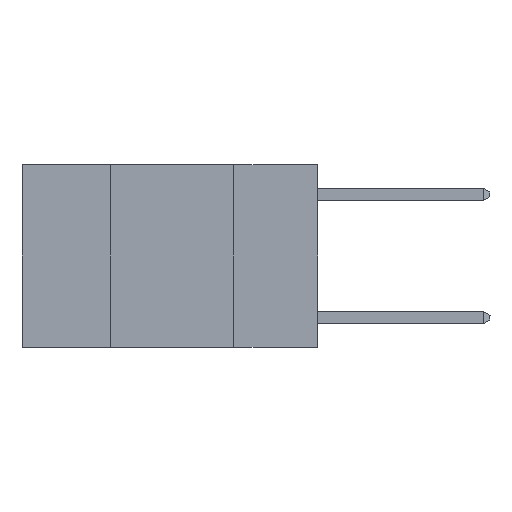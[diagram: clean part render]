
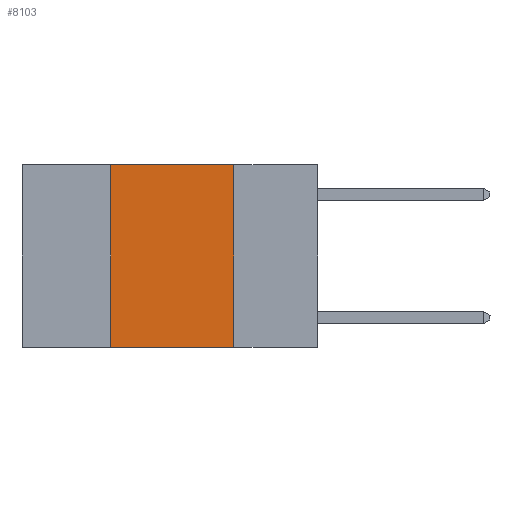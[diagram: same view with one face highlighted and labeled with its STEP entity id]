
A CAD part, left-side view. The second image highlights one B-rep face of the part: STEP entity #8103.
In plain terms, the highlighted planar face has unit normal (-1, 0, 0).
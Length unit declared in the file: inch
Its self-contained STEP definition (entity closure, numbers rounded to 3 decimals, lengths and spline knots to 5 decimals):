
#681 = VERTEX_POINT ( 'NONE', #9908 ) ;
#684 = PLANE ( 'NONE',  #8262 ) ;
#766 = ORIENTED_EDGE ( 'NONE', *, *, #5396, .F. ) ;
#1009 = LINE ( 'NONE', #6074, #7409 ) ;
#1042 = ORIENTED_EDGE ( 'NONE', *, *, #3932, .F. ) ;
#1321 = ORIENTED_EDGE ( 'NONE', *, *, #5964, .F. ) ;
#1417 = LINE ( 'NONE', #2478, #8095 ) ;
#1579 = CARTESIAN_POINT ( 'NONE',  ( 0., 0.6, 0. ) ) ;
#2337 = VECTOR ( 'NONE', #6933, 39.37008 ) ;
#2405 = LINE ( 'NONE', #7519, #6776 ) ;
#2431 = DIRECTION ( 'NONE',  ( 1., 0., 0. ) ) ;
#2478 = CARTESIAN_POINT ( 'NONE',  ( 0., 0.42, 0. ) ) ;
#3363 = DIRECTION ( 'NONE',  ( 0., 0., 1. ) ) ;
#3906 = ORIENTED_EDGE ( 'NONE', *, *, #6549, .T. ) ;
#3932 = EDGE_CURVE ( 'NONE', #8126, #10898, #2405, .T. ) ;
#4951 = LINE ( 'NONE', #8730, #2337 ) ;
#5046 = CARTESIAN_POINT ( 'NONE',  ( 0., 0.42, 0. ) ) ;
#5396 = EDGE_CURVE ( 'NONE', #10898, #681, #1009, .T. ) ;
#5964 = EDGE_CURVE ( 'NONE', #9158, #8126, #1417, .T. ) ;
#5995 = EDGE_LOOP ( 'NONE', ( #766, #1042, #1321, #3906 ) ) ;
#6074 = CARTESIAN_POINT ( 'NONE',  ( 0., 0.17, 0. ) ) ;
#6549 = EDGE_CURVE ( 'NONE', #9158, #681, #4951, .T. ) ;
#6776 = VECTOR ( 'NONE', #8434, 39.37008 ) ;
#6933 = DIRECTION ( 'NONE',  ( 0., -1., 0. ) ) ;
#6955 = DIRECTION ( 'NONE',  ( 0., 0., -1. ) ) ;
#7409 = VECTOR ( 'NONE', #6955, 39.37008 ) ;
#7519 = CARTESIAN_POINT ( 'NONE',  ( 0., 0.6, 0. ) ) ;
#7568 = CARTESIAN_POINT ( 'NONE',  ( 0., 0.42, -0.37 ) ) ;
#8095 = VECTOR ( 'NONE', #3363, 39.37008 ) ;
#8103 = ADVANCED_FACE ( 'NONE', ( #8481 ), #684, .F. ) ;
#8126 = VERTEX_POINT ( 'NONE', #5046 ) ;
#8262 = AXIS2_PLACEMENT_3D ( 'NONE', #1579, #2431, #8577 ) ;
#8396 = CARTESIAN_POINT ( 'NONE',  ( 0., 0.17, 0. ) ) ;
#8434 = DIRECTION ( 'NONE',  ( 0., -1., 0. ) ) ;
#8481 = FACE_OUTER_BOUND ( 'NONE', #5995, .T. ) ;
#8577 = DIRECTION ( 'NONE',  ( 0., 0., -1. ) ) ;
#8730 = CARTESIAN_POINT ( 'NONE',  ( 0., 0.6, -0.37 ) ) ;
#9158 = VERTEX_POINT ( 'NONE', #7568 ) ;
#9908 = CARTESIAN_POINT ( 'NONE',  ( 0., 0.17, -0.37 ) ) ;
#10898 = VERTEX_POINT ( 'NONE', #8396 ) ;
